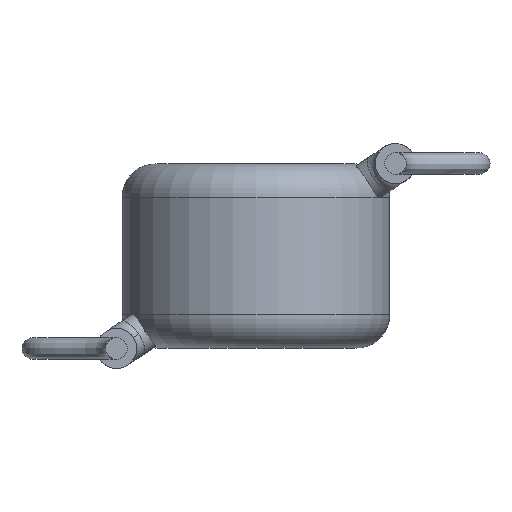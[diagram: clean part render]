
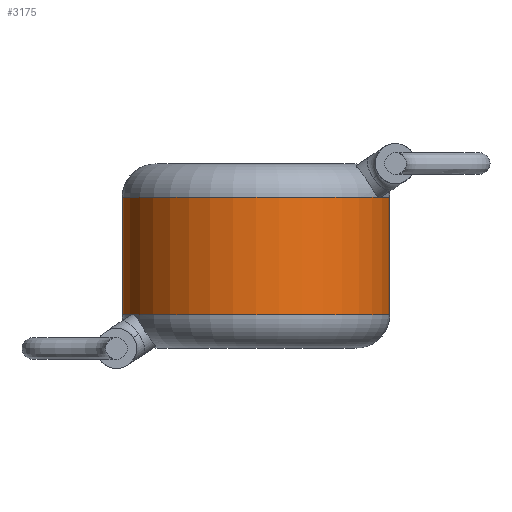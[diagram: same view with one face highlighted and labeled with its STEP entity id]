
A CAD part, front view. The second image highlights one B-rep face of the part: STEP entity #3175.
In plain terms, the highlighted cylindrical face has radius 4 mm (diameter 8 mm), a partial arc.
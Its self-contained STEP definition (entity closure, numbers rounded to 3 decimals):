
#172 = CARTESIAN_POINT ( 'NONE',  ( -4., 0., 1. ) ) ;
#230 = ORIENTED_EDGE ( 'NONE', *, *, #1035, .T. ) ;
#398 = EDGE_LOOP ( 'NONE', ( #2731, #230, #1361, #4278 ) ) ;
#424 = CARTESIAN_POINT ( 'NONE',  ( 4., 0., 4.5 ) ) ;
#434 = EDGE_CURVE ( 'NONE', #1623, #4410, #3469, .T. ) ;
#607 = CARTESIAN_POINT ( 'NONE',  ( 4., 0., 5.5 ) ) ;
#701 = CIRCLE ( 'NONE', #4027, 4. ) ;
#787 = DIRECTION ( 'NONE',  ( 0., 0., -1. ) ) ;
#920 = CARTESIAN_POINT ( 'NONE',  ( -4., 0., 5.5 ) ) ;
#928 = DIRECTION ( 'NONE',  ( 0., 0., 1. ) ) ;
#1016 = DIRECTION ( 'NONE',  ( 1., 0., 0. ) ) ;
#1035 = EDGE_CURVE ( 'NONE', #1623, #2339, #701, .T. ) ;
#1340 = CARTESIAN_POINT ( 'NONE',  ( 0., 0., 4.5 ) ) ;
#1361 = ORIENTED_EDGE ( 'NONE', *, *, #4325, .T. ) ;
#1386 = DIRECTION ( 'NONE',  ( 0., 0., -1. ) ) ;
#1410 = EDGE_CURVE ( 'NONE', #3329, #4410, #3945, .T. ) ;
#1509 = VECTOR ( 'NONE', #1386, 1000. ) ;
#1623 = VERTEX_POINT ( 'NONE', #424 ) ;
#1637 = AXIS2_PLACEMENT_3D ( 'NONE', #1954, #928, #2985 ) ;
#1954 = CARTESIAN_POINT ( 'NONE',  ( 0., 0., 1. ) ) ;
#2237 = CYLINDRICAL_SURFACE ( 'NONE', #3232, 4. ) ;
#2339 = VERTEX_POINT ( 'NONE', #3719 ) ;
#2731 = ORIENTED_EDGE ( 'NONE', *, *, #434, .F. ) ;
#2815 = FACE_OUTER_BOUND ( 'NONE', #398, .T. ) ;
#2928 = DIRECTION ( 'NONE',  ( 0., 0., -1. ) ) ;
#2985 = DIRECTION ( 'NONE',  ( 1., 0., 0. ) ) ;
#3036 = DIRECTION ( 'NONE',  ( 0., 0., -1. ) ) ;
#3175 = ADVANCED_FACE ( 'NONE', ( #2815 ), #2237, .T. ) ;
#3232 = AXIS2_PLACEMENT_3D ( 'NONE', #3481, #787, #3821 ) ;
#3329 = VERTEX_POINT ( 'NONE', #172 ) ;
#3353 = LINE ( 'NONE', #920, #4142 ) ;
#3469 = LINE ( 'NONE', #607, #1509 ) ;
#3481 = CARTESIAN_POINT ( 'NONE',  ( 0., 0., 5.5 ) ) ;
#3574 = CARTESIAN_POINT ( 'NONE',  ( 4., 0., 1. ) ) ;
#3719 = CARTESIAN_POINT ( 'NONE',  ( -4., 0., 4.5 ) ) ;
#3821 = DIRECTION ( 'NONE',  ( -1., 0., 0. ) ) ;
#3945 = CIRCLE ( 'NONE', #1637, 4. ) ;
#4027 = AXIS2_PLACEMENT_3D ( 'NONE', #1340, #3036, #1016 ) ;
#4142 = VECTOR ( 'NONE', #2928, 1000. ) ;
#4278 = ORIENTED_EDGE ( 'NONE', *, *, #1410, .T. ) ;
#4325 = EDGE_CURVE ( 'NONE', #2339, #3329, #3353, .T. ) ;
#4410 = VERTEX_POINT ( 'NONE', #3574 ) ;
